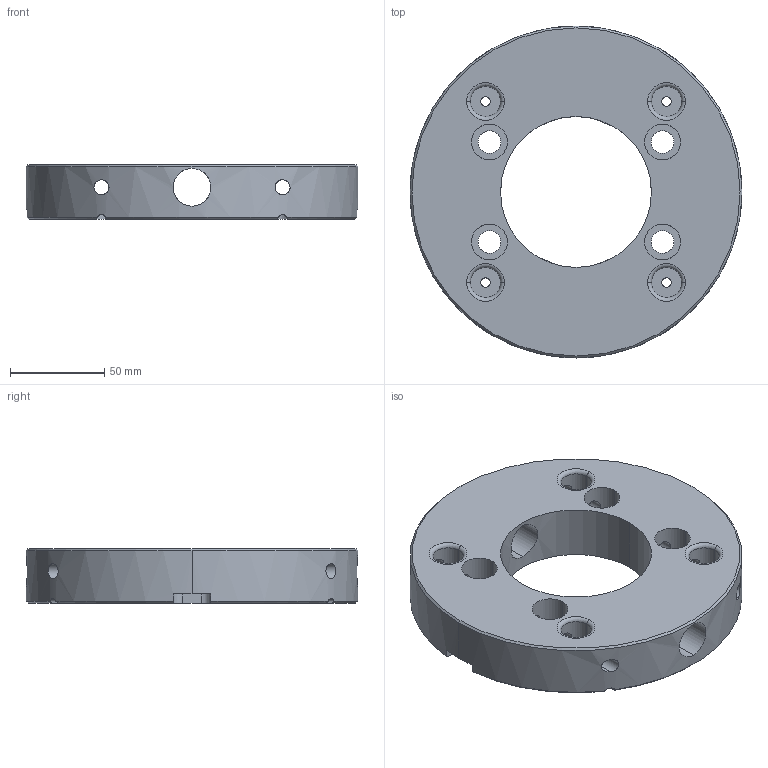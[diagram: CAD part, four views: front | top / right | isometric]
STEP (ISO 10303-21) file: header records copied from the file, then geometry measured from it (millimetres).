
FILE_DESCRIPTION (( 'STEP AP203' ), '1' );
FILE_NAME ('SF-M-96X96-8055.STEP', '2025-03-14T02:38:51', ( '微软用户' ), ( '微软中国' ), 'SwSTEP 2.0', 'SolidWorks 2016', '' );
FILE_SCHEMA (( 'CONFIG_CONTROL_DESIGN' ));
Length unit declared in the file: millimetre
Products named in the file (1): SF-M-96X96-8055
Bounding box: 176 x 176 x 29 mm (x, y, z)
Volume: 466454.8 mm3; surface area: 80017.5 mm2
Topology: 1 solids, 1 shells, 110 faces, 298 edges, 190 vertices
Faces by surface type: cylinder 76, plane 18, torus 8, cone 8
Entity records: 5469 total; most frequent: CARTESIAN_POINT 2625, ORIENTED_EDGE 596, DIRECTION 544, EDGE_CURVE 298, AXIS2_PLACEMENT_3D 219, VERTEX_POINT 190, EDGE_LOOP 152, ADVANCED_FACE 110
